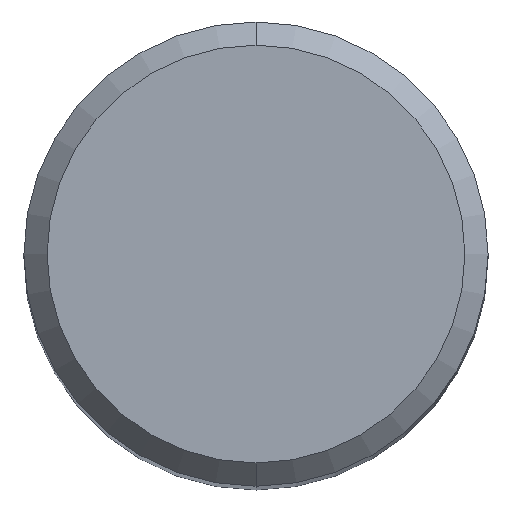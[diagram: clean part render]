
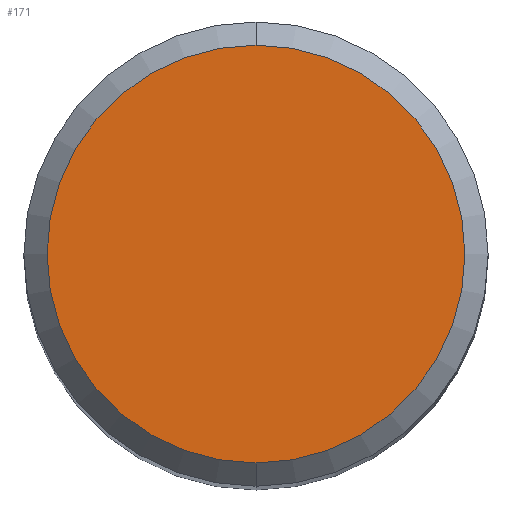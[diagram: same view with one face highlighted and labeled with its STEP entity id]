
A CAD part, top view. The second image highlights one B-rep face of the part: STEP entity #171.
In plain terms, the highlighted planar face has unit normal (0, 0, 1).
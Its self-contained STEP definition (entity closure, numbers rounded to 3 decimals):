
#105=VERTEX_POINT('',#257);
#151=EDGE_CURVE('',#165,#105,#308,.T.);
#165=VERTEX_POINT('',#324);
#171=ADVANCED_FACE('',(#330),#331,.T.);
#229=EDGE_CURVE('',#105,#165,#397,.T.);
#257=CARTESIAN_POINT('',(0.0,3.6,0.0));
#308=CIRCLE('',#479,3.6);
#324=CARTESIAN_POINT('',(0.,-3.6,0.0));
#330=FACE_OUTER_BOUND('',#508,.T.);
#331=PLANE('',#509);
#397=CIRCLE('',#599,3.6);
#479=AXIS2_PLACEMENT_3D('',#664,#665,#666);
#508=EDGE_LOOP('',(#695,#696));
#509=AXIS2_PLACEMENT_3D('',#697,#698,#699);
#599=AXIS2_PLACEMENT_3D('',#790,#791,#792);
#664=CARTESIAN_POINT('',(0.0,0.0,0.0));
#665=DIRECTION('',(0.0,0.0,-1.0));
#666=DIRECTION('',(0.0,1.0,0.0));
#695=ORIENTED_EDGE('',*,*,#229,.F.);
#696=ORIENTED_EDGE('',*,*,#151,.F.);
#697=CARTESIAN_POINT('',(0.0,1.8,0.0));
#698=DIRECTION('',(-0.0,0.0,1.0));
#699=DIRECTION('',(0.0,-1.0,0.0));
#790=CARTESIAN_POINT('',(0.0,0.0,0.0));
#791=DIRECTION('',(0.0,0.0,-1.0));
#792=DIRECTION('',(0.0,1.0,0.0));
